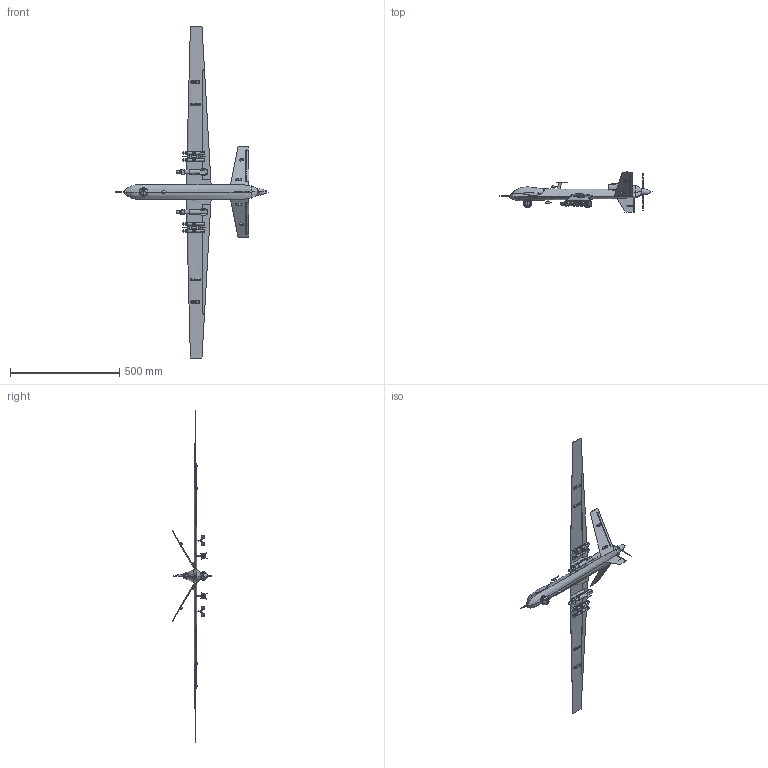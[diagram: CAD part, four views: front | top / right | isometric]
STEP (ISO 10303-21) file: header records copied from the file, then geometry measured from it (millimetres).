
FILE_DESCRIPTION(('FreeCAD Model'),'2;1');
FILE_NAME('Open CASCADE Shape Model','2025-04-27T07:47:11',('FreeCAD'),( 'FreeCAD'),'Open CASCADE STEP processor 7.6','FreeCAD','Unknown');
FILE_SCHEMA(('AUTOMOTIVE_DESIGN { 1 0 10303 214 1 1 1 1 }'));
Products named in the file (1): Open CASCADE STEP translator 7.6 1
Bounding box: 696.52 x 183.09 x 1520.58 mm (x, y, z)
Surface area: 556828.4 mm2 (no closed solid volume)
Topology: 0 solids, 29 shells, 986 faces, 2354 edges, 1499 vertices
Faces by surface type: bspline 986
Entity records: 48617 total; most frequent: CARTESIAN_POINT 34603, ORIENTED_EDGE 4654, EDGE_CURVE 2338, B_SPLINE_CURVE_WITH_KNOTS 1688, VERTEX_POINT 1499, FACE_BOUND 1096, EDGE_LOOP 1096, ADVANCED_FACE 986
